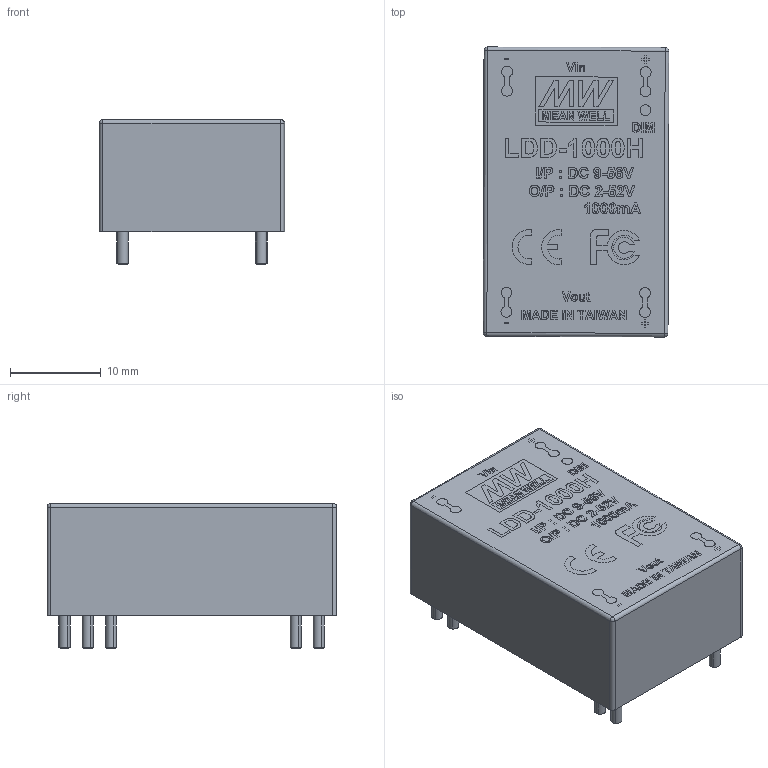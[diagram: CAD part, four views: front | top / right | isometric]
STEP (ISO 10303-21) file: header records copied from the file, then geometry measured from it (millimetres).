
FILE_DESCRIPTION(('FreeCAD Model'),'2;1');
FILE_NAME('meanwell-ldd-h.step', '2018-02-11T23:49:33',('kicad StepUp'),('ksu MCAD'), 'Open CASCADE STEP processor 6.8','FreeCAD','Unknown');
FILE_SCHEMA(('AUTOMOTIVE_DESIGN_CC2 { 1 2 10303 214 -1 1 5 4 }'));
Products named in the file (1): meanwell-ldd-h
Bounding box: 20.39 x 31.85 x 15.91 mm (x, y, z)
Volume: 7971.5 mm3; surface area: 3983.9 mm2
Topology: 11 solids, 11 shells, 1072 faces, 2764 edges, 1830 vertices
Faces by surface type: plane 692, bspline 277, cylinder 81, cone 18, sphere 4
Entity records: 53219 total; most frequent: CARTESIAN_POINT 21296, ORIENTED_EDGE 5520, DIRECTION 3978, EDGE_CURVE 2760, LINE 2026, VECTOR 2026, VERTEX_POINT 1830, FACE_BOUND 1192
